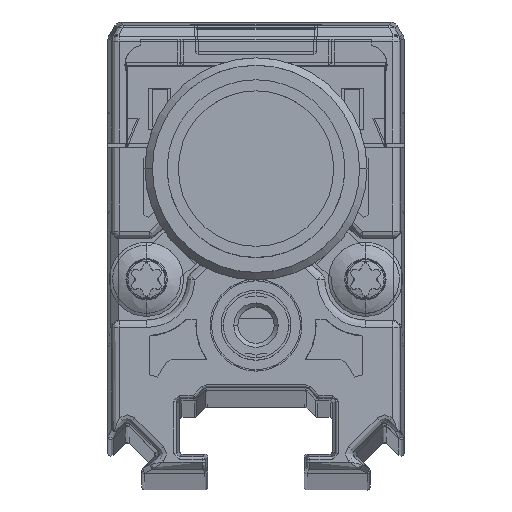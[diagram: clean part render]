
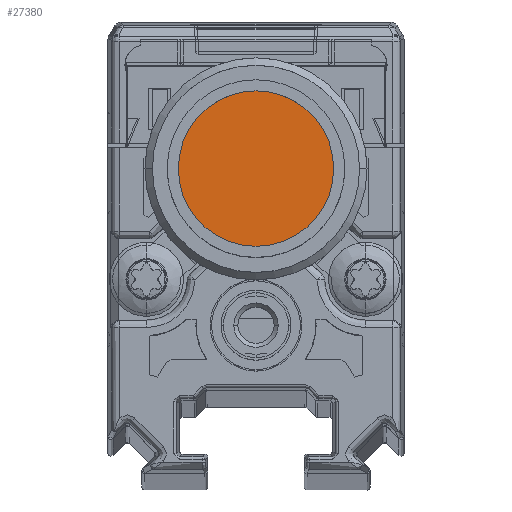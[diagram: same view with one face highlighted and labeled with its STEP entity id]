
A CAD part, top view. The second image highlights one B-rep face of the part: STEP entity #27380.
In plain terms, the highlighted face is planar.
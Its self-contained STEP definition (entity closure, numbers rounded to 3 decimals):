
#26580=CARTESIAN_POINT('',(0.,0.,0.));
#26581=DIRECTION('',(0.,-1.,0.));
#26582=DIRECTION('',(1.,0.,0.));
#26583=AXIS2_PLACEMENT_3D('',#26580,#26581,#26582);
#26585=CARTESIAN_POINT('',(0.,0.,0.));
#26586=DIRECTION('',(0.,-1.,0.));
#26587=DIRECTION('',(-1.,0.,0.));
#26588=AXIS2_PLACEMENT_3D('',#26585,#26586,#26587);
#26686=CARTESIAN_POINT('',(-5.25,0.,0.));
#26687=VERTEX_POINT('',#26686);
#26688=CARTESIAN_POINT('',(5.25,0.,0.));
#26689=VERTEX_POINT('',#26688);
#27371=CARTESIAN_POINT('',(0.,0.,0.));
#27372=DIRECTION('',(0.,-1.,0.));
#27373=DIRECTION('',(1.,0.,0.));
#27374=AXIS2_PLACEMENT_3D('',#27371,#27372,#27373);
#27375=PLANE('',#27374);
#27376=ORIENTED_EDGE('',*,*,#27357,.T.);
#27377=ORIENTED_EDGE('',*,*,#27339,.T.);
#27378=EDGE_LOOP('',(#27376,#27377));
#27379=FACE_OUTER_BOUND('',#27378,.F.);
#27380=ADVANCED_FACE('',(#27379),#27375,.F.);
#26584=CIRCLE('',#26583,5.25);
#26589=CIRCLE('',#26588,5.25);
#27339=EDGE_CURVE('',#26687,#26689,#26589,.T.);
#27357=EDGE_CURVE('',#26689,#26687,#26584,.T.);
